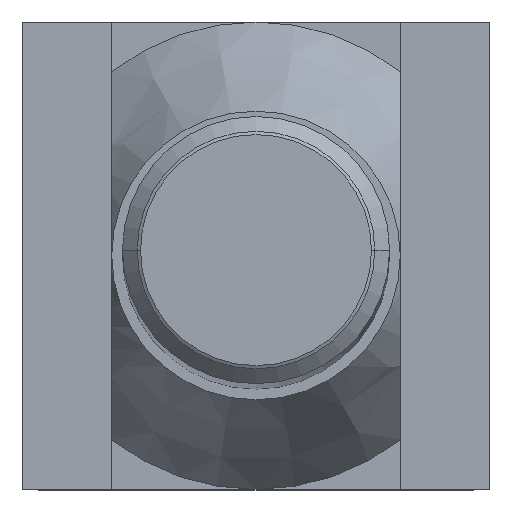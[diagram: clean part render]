
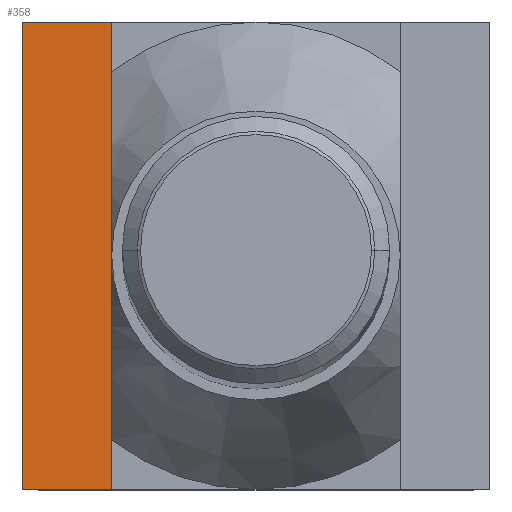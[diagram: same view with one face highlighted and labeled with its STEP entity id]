
A CAD part, top view. The second image highlights one B-rep face of the part: STEP entity #358.
In plain terms, the highlighted planar face has unit normal (0, 0, 1).
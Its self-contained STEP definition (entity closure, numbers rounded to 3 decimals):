
#206=EDGE_CURVE('',#258,#220,#471,.T.);
#212=EDGE_CURVE('',#234,#220,#477,.T.);
#220=VERTEX_POINT('',#485);
#226=EDGE_CURVE('',#240,#234,#491,.T.);
#234=VERTEX_POINT('',#500);
#240=VERTEX_POINT('',#506);
#258=VERTEX_POINT('',#527);
#352=EDGE_CURVE('',#258,#240,#630,.T.);
#358=ADVANCED_FACE('',(#636),#637,.T.);
#471=LINE('',#773,#774);
#477=LINE('',#782,#783);
#485=CARTESIAN_POINT('',(-10.8,-17.5,0.));
#491=LINE('',#820,#821);
#500=CARTESIAN_POINT('',(-17.5,-17.5,0.));
#506=CARTESIAN_POINT('',(-17.5,17.5,0.));
#527=CARTESIAN_POINT('',(-10.8,17.5,0.));
#630=LINE('',#1008,#1009);
#636=FACE_OUTER_BOUND('',#1016,.T.);
#637=PLANE('',#1017);
#773=CARTESIAN_POINT('',(-10.8,0.,0.));
#774=VECTOR('',#1174,1.0);
#782=CARTESIAN_POINT('',(-10.8,-17.5,0.));
#783=VECTOR('',#1178,1.0);
#820=CARTESIAN_POINT('',(-17.5,0.,0.));
#821=VECTOR('',#1180,1.0);
#1008=CARTESIAN_POINT('',(-10.8,17.5,0.));
#1009=VECTOR('',#1328,1.0);
#1016=EDGE_LOOP('',(#1333,#1334,#1335,#1336));
#1017=AXIS2_PLACEMENT_3D('',#1337,#1338,#1339);
#1174=DIRECTION('',(0.0,-1.0,0.));
#1178=DIRECTION('',(1.0,0.0,0.0));
#1180=DIRECTION('',(0.0,-1.0,0.));
#1328=DIRECTION('',(-1.0,0.0,0.0));
#1333=ORIENTED_EDGE('',*,*,#212,.T.);
#1334=ORIENTED_EDGE('',*,*,#206,.F.);
#1335=ORIENTED_EDGE('',*,*,#352,.T.);
#1336=ORIENTED_EDGE('',*,*,#226,.T.);
#1337=CARTESIAN_POINT('',(-17.5,0.,0.));
#1338=DIRECTION('',(0.0,0.,1.0));
#1339=DIRECTION('',(0.0,-1.0,0.));
